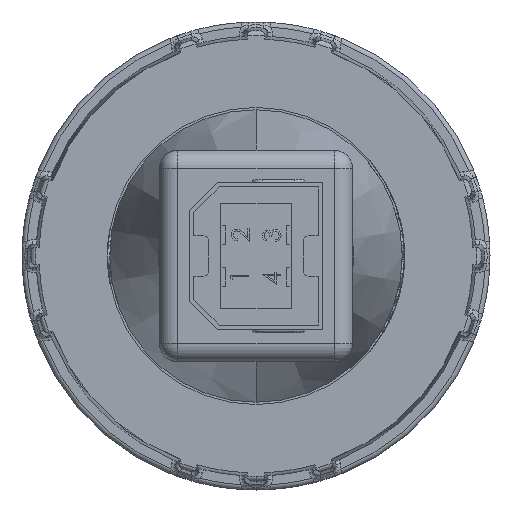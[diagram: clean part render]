
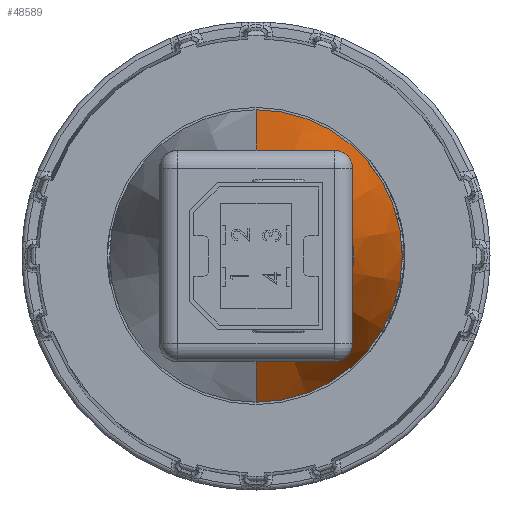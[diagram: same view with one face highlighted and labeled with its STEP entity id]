
A CAD part, front view. The second image highlights one B-rep face of the part: STEP entity #48589.
In plain terms, the highlighted conical face has half-angle 13.461 degrees and reference radius 5.08 mm.
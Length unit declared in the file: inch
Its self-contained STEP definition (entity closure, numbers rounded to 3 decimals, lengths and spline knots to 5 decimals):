
#34082 = CARTESIAN_POINT ( 'NONE',  ( 0., -1.002, -0.3125 ) ) ;
#34273 = DIRECTION ( 'NONE',  ( 0., 0., 1. ) ) ;
#34274 = DIRECTION ( 'NONE',  ( 0., 1., 0. ) ) ;
#34275 = CARTESIAN_POINT ( 'NONE',  ( 0., -1.002, 0. ) ) ;
#34276 = AXIS2_PLACEMENT_3D ( 'NONE', #34275, #34274, #34273 ) ;
#34277 = CIRCLE ( 'NONE', #34276, 0.3125 ) ;
#34318 = CARTESIAN_POINT ( 'NONE',  ( 0., -1.43364, -0.20918 ) ) ;
#34319 = DIRECTION ( 'NONE',  ( 0., 0., 1. ) ) ;
#34320 = DIRECTION ( 'NONE',  ( 0., 1., 0. ) ) ;
#34321 = CARTESIAN_POINT ( 'NONE',  ( 0., -1.472, 0. ) ) ;
#34322 = AXIS2_PLACEMENT_3D ( 'NONE', #34321, #34320, #34319 ) ;
#34323 = CONICAL_SURFACE ( 'NONE', #34322, 0.2, 0.235 ) ;
#34324 = FACE_OUTER_BOUND ( 'NONE', #48655, .T. ) ;
#34485 = DIRECTION ( 'NONE',  ( 0., 0., -1. ) ) ;
#34486 = DIRECTION ( 'NONE',  ( 0., 1., 0. ) ) ;
#34487 = CARTESIAN_POINT ( 'NONE',  ( 0., -1.43364, 0. ) ) ;
#34488 = AXIS2_PLACEMENT_3D ( 'NONE', #34487, #34486, #34485 ) ;
#34489 = CIRCLE ( 'NONE', #34488, 0.20918 ) ;
#34581 = CARTESIAN_POINT ( 'NONE',  ( 0., -1.43364, 0.20918 ) ) ;
#34626 = CARTESIAN_POINT ( 'NONE',  ( 0., -1.002, 0.3125 ) ) ;
#34639 = DIRECTION ( 'NONE',  ( 0., 0.973, -0.233 ) ) ;
#34640 = VECTOR ( 'NONE', #34639, 39.37008 ) ;
#34641 = CARTESIAN_POINT ( 'NONE',  ( 0., -1.472, -0.2 ) ) ;
#34642 = LINE ( 'NONE', #34641, #34640 ) ;
#39922 = DIRECTION ( 'NONE',  ( 0., 0.973, 0.233 ) ) ;
#39923 = VECTOR ( 'NONE', #39922, 39.37008 ) ;
#39924 = CARTESIAN_POINT ( 'NONE',  ( 0., -1.472, 0.2 ) ) ;
#39925 = LINE ( 'NONE', #39924, #39923 ) ;
#48453 = ORIENTED_EDGE ( 'NONE', *, *, #50630, .F. ) ;
#48459 = VERTEX_POINT ( 'NONE', #34082 ) ;
#48572 = EDGE_CURVE ( 'NONE', #48719, #48459, #34277, .T. ) ;
#48589 = ADVANCED_FACE ( 'NONE', ( #34324 ), #34323, .T. ) ;
#48590 = VERTEX_POINT ( 'NONE', #34318 ) ;
#48591 = ORIENTED_EDGE ( 'NONE', *, *, #48714, .T. ) ;
#48655 = EDGE_LOOP ( 'NONE', ( #48691, #48591, #48697, #48453 ) ) ;
#48669 = EDGE_CURVE ( 'NONE', #48808, #48590, #34489, .T. ) ;
#48691 = ORIENTED_EDGE ( 'NONE', *, *, #48669, .T. ) ;
#48697 = ORIENTED_EDGE ( 'NONE', *, *, #48572, .F. ) ;
#48714 = EDGE_CURVE ( 'NONE', #48590, #48459, #34642, .T. ) ;
#48719 = VERTEX_POINT ( 'NONE', #34626 ) ;
#48808 = VERTEX_POINT ( 'NONE', #34581 ) ;
#50630 = EDGE_CURVE ( 'NONE', #48808, #48719, #39925, .T. ) ;
